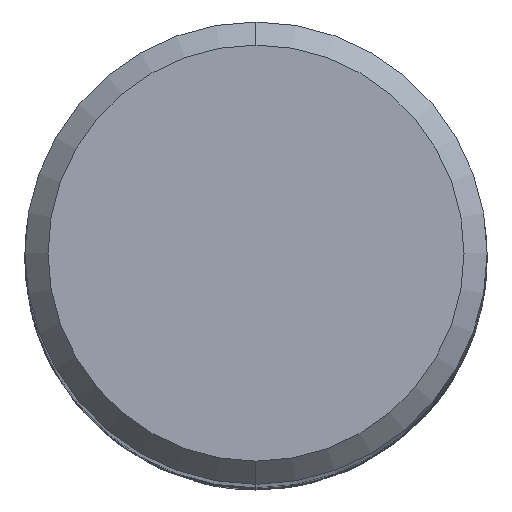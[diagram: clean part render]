
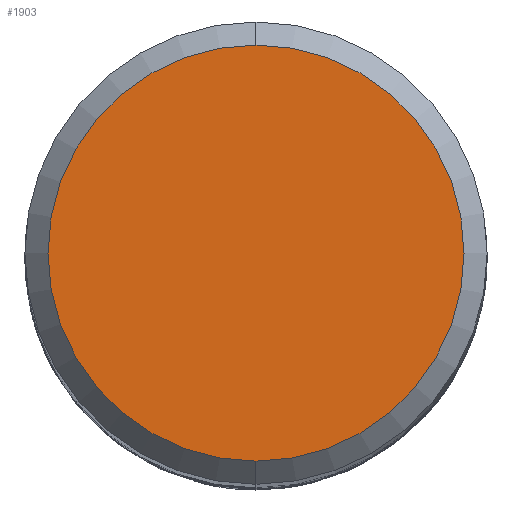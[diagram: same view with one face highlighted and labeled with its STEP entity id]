
A CAD part, top view. The second image highlights one B-rep face of the part: STEP entity #1903.
In plain terms, the highlighted planar face has unit normal (0, 0, 1).
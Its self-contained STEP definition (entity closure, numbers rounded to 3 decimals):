
#1367=VERTEX_POINT('',#3449);
#1443=EDGE_CURVE('',#2785,#1367,#3540,.T.);
#1903=ADVANCED_FACE('',(#4041),#4042,.T.);
#2785=VERTEX_POINT('',#4994);
#2805=EDGE_CURVE('',#1367,#2785,#5015,.T.);
#3449=CARTESIAN_POINT('',(0.0,4.5,0.0));
#3540=CIRCLE('',#9965,4.5);
#4041=FACE_OUTER_BOUND('',#15904,.T.);
#4042=PLANE('',#15905);
#4994=CARTESIAN_POINT('',(0.,-4.5,0.0));
#5015=CIRCLE('',#23685,4.5);
#9965=AXIS2_PLACEMENT_3D('',#27813,#27814,#27815);
#15904=EDGE_LOOP('',(#28381,#28382));
#15905=AXIS2_PLACEMENT_3D('',#28383,#28384,#28385);
#23685=AXIS2_PLACEMENT_3D('',#29388,#29389,#29390);
#27813=CARTESIAN_POINT('',(0.0,0.0,0.0));
#27814=DIRECTION('',(0.0,0.0,-1.0));
#27815=DIRECTION('',(0.0,1.0,0.0));
#28381=ORIENTED_EDGE('',*,*,#2805,.F.);
#28382=ORIENTED_EDGE('',*,*,#1443,.F.);
#28383=CARTESIAN_POINT('',(0.0,2.25,0.0));
#28384=DIRECTION('',(-0.0,0.0,1.0));
#28385=DIRECTION('',(0.0,-1.0,0.0));
#29388=CARTESIAN_POINT('',(0.0,0.0,0.0));
#29389=DIRECTION('',(0.0,0.0,-1.0));
#29390=DIRECTION('',(0.0,1.0,0.0));
